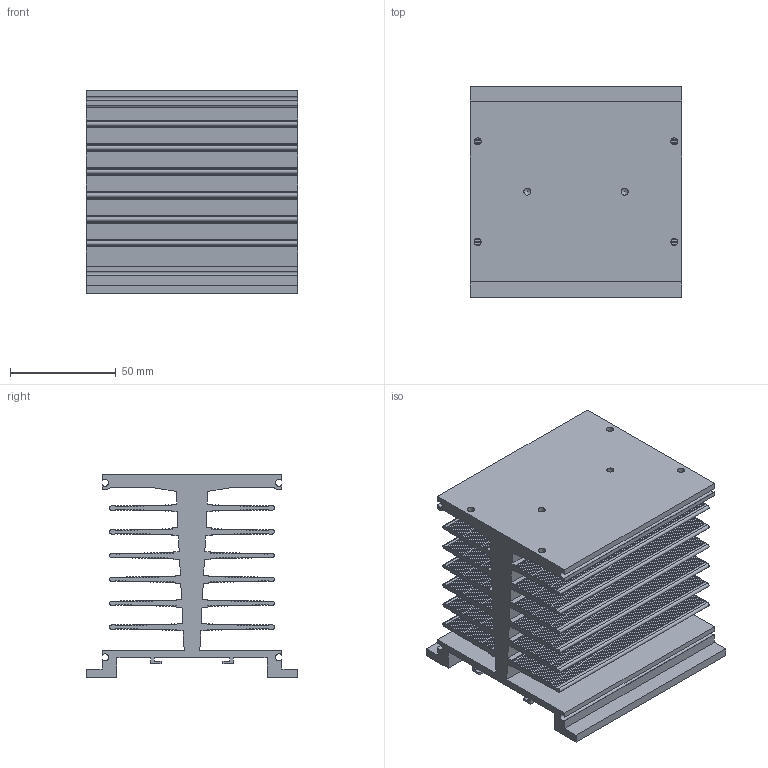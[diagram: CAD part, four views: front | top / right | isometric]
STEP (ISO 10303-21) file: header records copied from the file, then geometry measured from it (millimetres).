
FILE_DESCRIPTION( ('This file contains a STEP AP42 implementation' ,'as created by ZW3D STEP Interface translator.') ,'2;1' );
FILE_NAME( '36319 dy-mx.stp' ,'24 626. 9 025', (''), ('ZWCAD Software Co.'), 'Version 1.0', 'ZW3D to STEP translator', '' );
FILE_SCHEMA( ('CONFIG_CONTROL_DESIGN') );
Length unit declared in the file: millimetre
Products named in the file (1): 0
Bounding box: 100 x 100 x 96 mm (x, y, z)
Volume: 280963 mm3; surface area: 152272.1 mm2
Topology: 1 solids, 1 shells, 1130 faces, 3382 edges, 2254 vertices
Faces by surface type: bspline 1130
Entity records: 36345 total; most frequent: CARTESIAN_POINT 17883, ORIENTED_EDGE 6760, EDGE_CURVE 3380, VERTEX_POINT 2254, B_SPLINE_CURVE_WITH_KNOTS 1372, EDGE_LOOP 1140, FACE_OUTER_BOUND 1130, ADVANCED_FACE 1130
